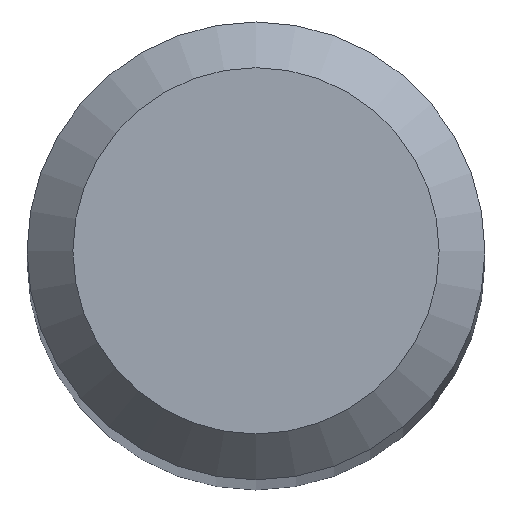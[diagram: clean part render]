
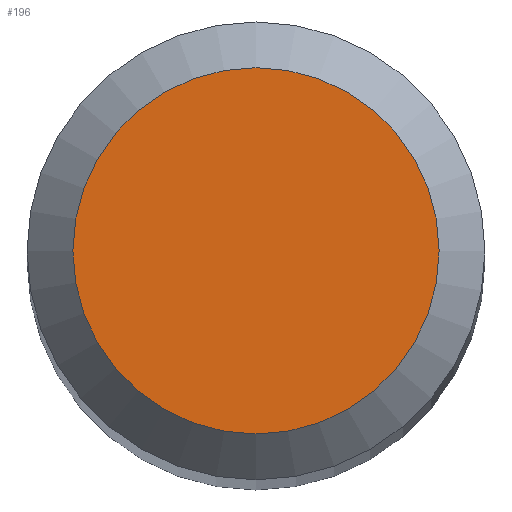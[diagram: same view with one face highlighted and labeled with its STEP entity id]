
A CAD part, top view. The second image highlights one B-rep face of the part: STEP entity #196.
In plain terms, the highlighted planar face has unit normal (0, 0, 1).
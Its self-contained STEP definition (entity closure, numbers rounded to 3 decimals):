
#7 = DIRECTION ( 'NONE',  ( 0., 0., -1. ) ) ;
#25 = CARTESIAN_POINT ( 'NONE',  ( 0., 0., 38. ) ) ;
#29 = AXIS2_PLACEMENT_3D ( 'NONE', #198, #7, #82 ) ;
#31 = PLANE ( 'NONE',  #29 ) ;
#33 = FACE_OUTER_BOUND ( 'NONE', #59, .T. ) ;
#36 = AXIS2_PLACEMENT_3D ( 'NONE', #25, #141, #62 ) ;
#59 = EDGE_LOOP ( 'NONE', ( #161 ) ) ;
#62 = DIRECTION ( 'NONE',  ( 0., 1., 0. ) ) ;
#70 = CIRCLE ( 'NONE', #36, 0.8 ) ;
#82 = DIRECTION ( 'NONE',  ( 0., 1., 0. ) ) ;
#129 = EDGE_CURVE ( 'NONE', #163, #163, #70, .T. ) ;
#141 = DIRECTION ( 'NONE',  ( 0., 0., -1. ) ) ;
#148 = CARTESIAN_POINT ( 'NONE',  ( 0., 0.8, 38. ) ) ;
#161 = ORIENTED_EDGE ( 'NONE', *, *, #129, .F. ) ;
#163 = VERTEX_POINT ( 'NONE', #148 ) ;
#196 = ADVANCED_FACE ( 'NONE', ( #33 ), #31, .F. ) ;
#198 = CARTESIAN_POINT ( 'NONE',  ( 0., 0., 38. ) ) ;
